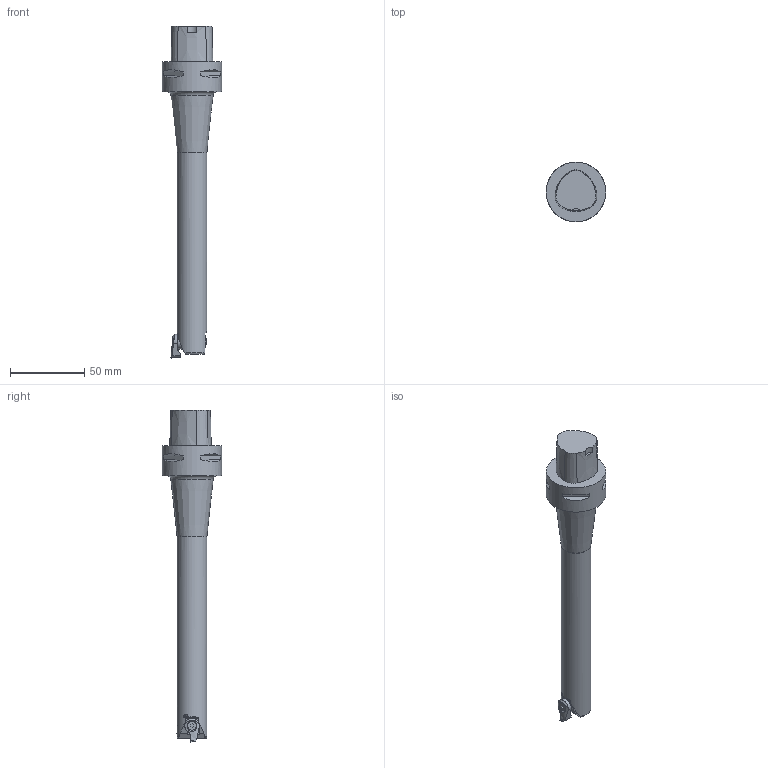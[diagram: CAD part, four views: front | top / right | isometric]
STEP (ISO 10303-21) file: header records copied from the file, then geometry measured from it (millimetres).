
FILE_DESCRIPTION(/* description */ (''),/* implementation_level */ '2;1');
FILE_NAME(/* name */ '1549447021459.stp',/* time_stamp */ '2019-02-06T10:57:19+01:00',/* author */ (''),/* organization */ ('SMS'),/* preprocessor_version */ 'ST-DEVELOPER v15',/* originating_system */ 'SIEMENS PLM Software NX 8.5',/* authorisation */ '');
FILE_SCHEMA (('AUTOMOTIVE_DESIGN { 1 0 10303 214 3 1 1 1 }'));
Length unit declared in the file: millimetre
Products named in the file (7): IsoTurningInsert; ASSEMBLY_CONSTRUCTION; 202058078mod000_00; 202057742mod000_00; 111168681mod000_01; 202059810mod000_00
Assembly tree (6 placements, depth 3):
  202059810mod000_00
    ASSEMBLY_CONSTRUCTION
    202057742mod000_00
    111168681mod000_01
      202058078mod000_00
      ASSEMBLY_CONSTRUCTION
      IsoTurningInsert
Bounding box: 40 x 40 x 223 mm (x, y, z)
Volume: 100868.6 mm3; surface area: 18952.5 mm2
Topology: 3 solids, 3 shells, 363 faces, 996 edges, 667 vertices
Faces by surface type: plane 300, cylinder 30, cone 23, torus 8, sphere 1, bspline 1
Full cylindrical faces by diameter (mm): 1.6 x1, 2 x1, 2.1 x1, 2.2 x2, 2.36 x1, 2.4 x1, 4 x2, 4.2 x1, 4.5 x1, 4.506 x1, 6 x1, 10 x1, 20 x1, 40 x1
Entity records: 12313 total; most frequent: CARTESIAN_POINT 3286, ORIENTED_EDGE 1888, DIRECTION 1671, EDGE_CURVE 944, VERTEX_POINT 638, LINE 583, VECTOR 583, AXIS2_PLACEMENT_3D 544
